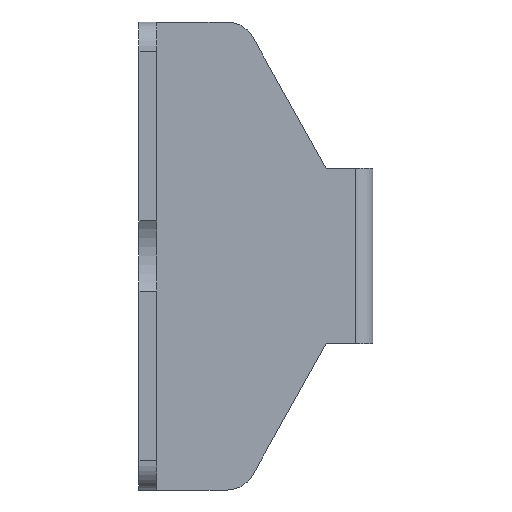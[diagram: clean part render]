
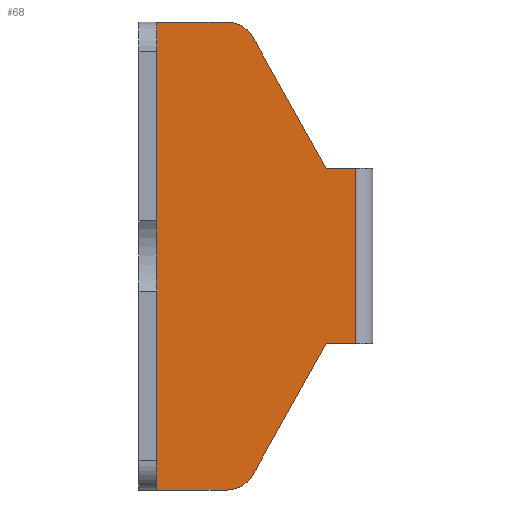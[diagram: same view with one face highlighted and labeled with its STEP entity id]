
A CAD part, left-side view. The second image highlights one B-rep face of the part: STEP entity #68.
In plain terms, the highlighted planar face has unit normal (-1, 0, 0).
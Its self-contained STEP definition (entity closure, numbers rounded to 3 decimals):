
#68=ADVANCED_FACE('',(#360),#359,.F.);
#359=PLANE('',#592);
#360=FACE_OUTER_BOUND('',#593,.T.);
#589=CARTESIAN_POINT('',(12.3,-19.2,24.));
#590=DIRECTION('',(1.,0.,0.));
#591=DIRECTION('',(0.,0.,-1.));
#592=AXIS2_PLACEMENT_3D('',#589,#590,#591);
#593=EDGE_LOOP('',(#776,#777,#778,#779,#780,#781,#782,#783,#784,#785));
#776=ORIENTED_EDGE('',*,*,#897,.T.);
#777=ORIENTED_EDGE('',*,*,#875,.T.);
#778=ORIENTED_EDGE('',*,*,#883,.F.);
#779=ORIENTED_EDGE('',*,*,#867,.T.);
#780=ORIENTED_EDGE('',*,*,#864,.F.);
#781=ORIENTED_EDGE('',*,*,#845,.T.);
#782=ORIENTED_EDGE('',*,*,#833,.T.);
#783=ORIENTED_EDGE('',*,*,#860,.T.);
#784=ORIENTED_EDGE('',*,*,#858,.F.);
#785=ORIENTED_EDGE('',*,*,#855,.T.);
#833=EDGE_CURVE('',#1042,#1035,#1043,.T.);
#845=EDGE_CURVE('',#1123,#1042,#1124,.T.);
#855=EDGE_CURVE('',#1190,#1183,#1191,.T.);
#858=EDGE_CURVE('',#1190,#1210,#1211,.T.);
#860=EDGE_CURVE('',#1035,#1210,#1223,.T.);
#864=EDGE_CURVE('',#1123,#1248,#1249,.T.);
#867=EDGE_CURVE('',#1268,#1248,#1269,.T.);
#875=EDGE_CURVE('',#1302,#1316,#1323,.T.);
#883=EDGE_CURVE('',#1268,#1316,#1377,.T.);
#897=EDGE_CURVE('',#1183,#1302,#1468,.T.);
#1035=VERTEX_POINT('',#1649);
#1042=VERTEX_POINT('',#1653);
#1043=LINE('',#1654,#1655);
#1123=VERTEX_POINT('',#1703);
#1124=LINE('',#1704,#1705);
#1183=VERTEX_POINT('',#1739);
#1190=VERTEX_POINT('',#1743);
#1191=LINE('',#1744,#1745);
#1210=VERTEX_POINT('',#1755);
#1211=CIRCLE('',#1759,2.5);
#1223=LINE('',#1763,#1764);
#1248=VERTEX_POINT('',#1777);
#1249=CIRCLE('',#1781,2.5);
#1268=VERTEX_POINT('',#1789);
#1269=LINE('',#1790,#1791);
#1302=VERTEX_POINT('',#1808);
#1316=VERTEX_POINT('',#1817);
#1323=LINE('',#1822,#1823);
#1377=LINE('',#1856,#1857);
#1468=LINE('',#1935,#1936);
#1649=CARTESIAN_POINT('',(12.3,-0.5,-20.));
#1653=CARTESIAN_POINT('',(12.3,-0.5,20.));
#1654=CARTESIAN_POINT('',(12.3,-0.5,20.));
#1655=VECTOR('',#1656,40.);
#1656=DIRECTION('',(0.,0.,-1.));
#1703=CARTESIAN_POINT('',(12.3,-6.535,20.));
#1704=CARTESIAN_POINT('',(12.3,-6.535,20.));
#1705=VECTOR('',#1706,6.035);
#1706=DIRECTION('',(0.,1.,0.));
#1739=CARTESIAN_POINT('',(12.3,-15.,-7.5));
#1743=CARTESIAN_POINT('',(12.3,-8.716,-18.722));
#1744=CARTESIAN_POINT('',(12.3,-8.716,-18.722));
#1745=VECTOR('',#1746,12.861);
#1746=DIRECTION('',(0.,-0.489,0.873));
#1755=CARTESIAN_POINT('',(12.3,-6.535,-20.));
#1756=CARTESIAN_POINT('',(12.3,-6.535,-17.5));
#1757=DIRECTION('',(1.,0.,0.));
#1758=DIRECTION('',(0.,0.,1.));
#1759=AXIS2_PLACEMENT_3D('',#1756,#1757,#1758);
#1763=CARTESIAN_POINT('',(12.3,-0.5,-20.));
#1764=VECTOR('',#1765,6.035);
#1765=DIRECTION('',(0.,-1.,0.));
#1777=CARTESIAN_POINT('',(12.3,-8.716,18.722));
#1778=CARTESIAN_POINT('',(12.3,-6.535,17.5));
#1779=DIRECTION('',(1.,0.,0.));
#1780=DIRECTION('',(0.,0.,1.));
#1781=AXIS2_PLACEMENT_3D('',#1778,#1779,#1780);
#1789=CARTESIAN_POINT('',(12.3,-15.,7.5));
#1790=CARTESIAN_POINT('',(12.3,-15.,7.5));
#1791=VECTOR('',#1792,12.861);
#1792=DIRECTION('',(0.,0.489,0.873));
#1808=CARTESIAN_POINT('',(12.3,-17.5,-7.5));
#1817=CARTESIAN_POINT('',(12.3,-17.5,7.5));
#1822=CARTESIAN_POINT('',(12.3,-17.5,-7.5));
#1823=VECTOR('',#1824,15.);
#1824=DIRECTION('',(0.,0.,1.));
#1856=CARTESIAN_POINT('',(12.3,-15.,7.5));
#1857=VECTOR('',#1858,2.5);
#1858=DIRECTION('',(0.,-1.,0.));
#1935=CARTESIAN_POINT('',(12.3,-15.,-7.5));
#1936=VECTOR('',#1937,2.5);
#1937=DIRECTION('',(0.,-1.,0.));
